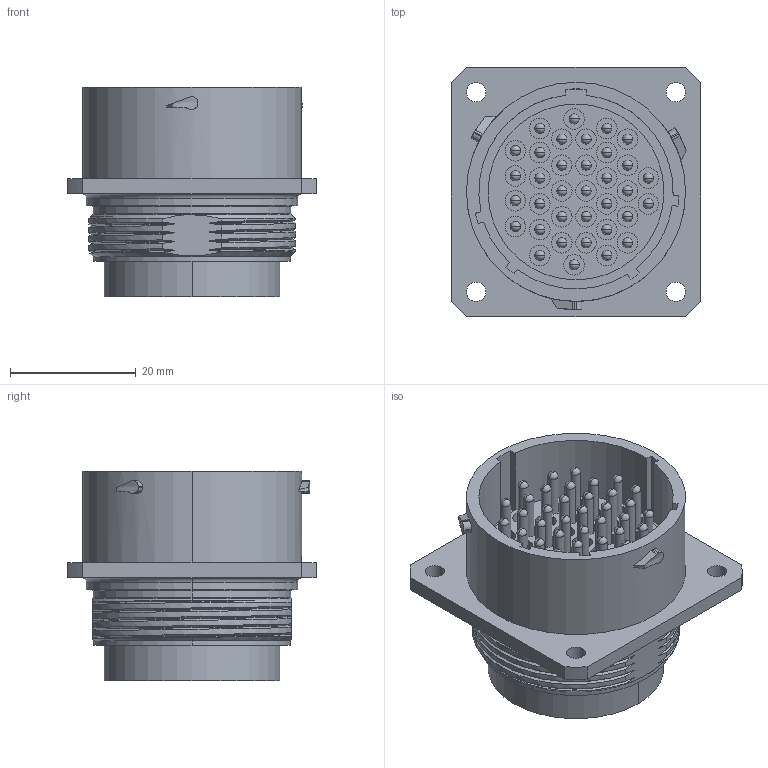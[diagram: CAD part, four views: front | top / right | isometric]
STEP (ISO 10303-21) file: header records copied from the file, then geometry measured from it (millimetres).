
FILE_DESCRIPTION((''),'2;1');
FILE_NAME('UT002235P-CATA_SW_ASM','2010-12-03T',('Gsineau'),(''),'PRO/ENGINEER BY PARAMETRIC TECHNOLOGY CORPORATION, 2010140','PRO/ENGINEER BY PARAMETRIC TECHNOLOGY CORPORATION, 2010140','');
FILE_SCHEMA(('CONFIG_CONTROL_DESIGN'));
Length unit declared in the file: inch
Products named in the file (1): UT002235P-CATA_SW_ASM
Bounding box: 39.75 x 39.75 x 33.38 mm (x, y, z)
Volume: 21876.5 mm3; surface area: 11047.7 mm2
Topology: 1 solids, 1 shells, 492 faces, 1152 edges, 706 vertices
Faces by surface type: cylinder 268, plane 113, sphere 70, bspline 30, torus 6, cone 5
Entity records: 16284 total; most frequent: CARTESIAN_POINT 5110, DIRECTION 2468, ORIENTED_EDGE 2164, EDGE_CURVE 1082, AXIS2_PLACEMENT_3D 1058, VERTEX_POINT 706, EDGE_LOOP 614, CIRCLE 595
